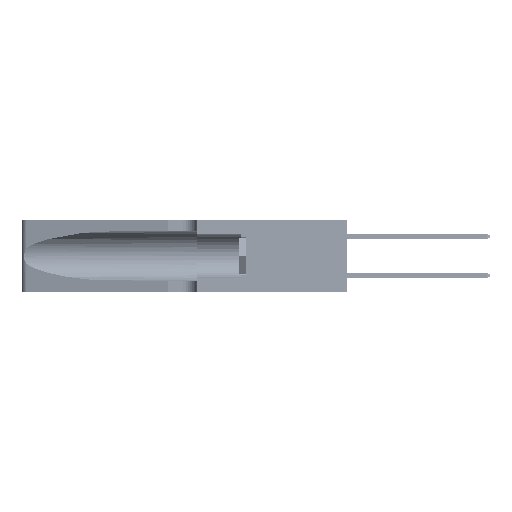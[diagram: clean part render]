
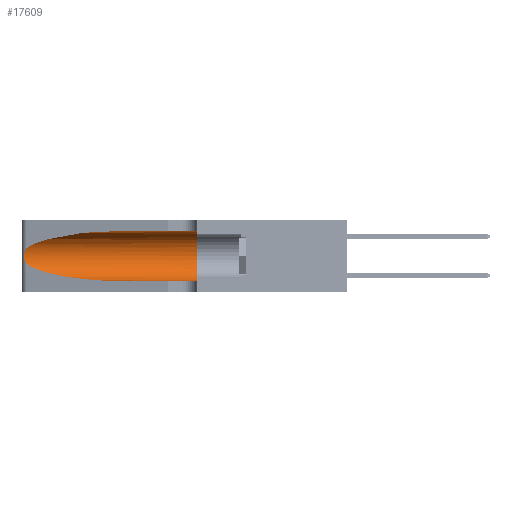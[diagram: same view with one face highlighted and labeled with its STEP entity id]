
A CAD part, left-side view. The second image highlights one B-rep face of the part: STEP entity #17609.
In plain terms, the highlighted cylindrical face has radius 3.308 mm (diameter 6.617 mm), a partial arc.
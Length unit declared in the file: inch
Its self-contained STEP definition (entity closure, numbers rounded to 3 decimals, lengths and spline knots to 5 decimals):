
#412 = LINE ( 'NONE', #46806, #9608 ) ;
#2150 = VERTEX_POINT ( 'NONE', #37262 ) ;
#2537 = CARTESIAN_POINT ( 'NONE',  ( 0.25789, 1.23486, 0.15765 ) ) ;
#2876 = CARTESIAN_POINT ( 'NONE',  ( 0.26017, 1.23833, 0.17102 ) ) ;
#3087 = DIRECTION ( 'NONE',  ( 0., 0., 1. ) ) ;
#3533 = CARTESIAN_POINT ( 'NONE',  ( 0.25487, 1.22718, 0.14631 ) ) ;
#4432 = VERTEX_POINT ( 'NONE', #26212 ) ;
#4445 = EDGE_CURVE ( 'NONE', #41974, #11622, #50026, .T. ) ;
#6121 = CARTESIAN_POINT ( 'NONE',  ( 0.26018, 1.23835, 0.19895 ) ) ;
#6462 = CARTESIAN_POINT ( 'NONE',  ( 0.25856, 1.23593, 0.16098 ) ) ;
#7377 = ORIENTED_EDGE ( 'NONE', *, *, #32361, .F. ) ;
#8003 = ORIENTED_EDGE ( 'NONE', *, *, #20707, .T. ) ;
#8117 =( BOUNDED_CURVE ( )  B_SPLINE_CURVE ( 3, ( #41926, #21961, #27305, #26955 ),
 .UNSPECIFIED., .F., .T. ) 
 B_SPLINE_CURVE_WITH_KNOTS ( ( 4, 4 ),
 ( 3.44316, 4.71239 ),
 .UNSPECIFIED. ) 
 CURVE ( )  GEOMETRIC_REPRESENTATION_ITEM ( )  RATIONAL_B_SPLINE_CURVE ( ( 1., 0.87, 0.87, 1. ) ) 
 REPRESENTATION_ITEM ( '' )  );
#8972 = CARTESIAN_POINT ( 'NONE',  ( 0.25487, 1.22718, 0.14631 ) ) ;
#9211 = ORIENTED_EDGE ( 'NONE', *, *, #34809, .T. ) ;
#9608 = VECTOR ( 'NONE', #47503, 39.37008 ) ;
#9668 = ORIENTED_EDGE ( 'NONE', *, *, #24103, .F. ) ;
#11622 = VERTEX_POINT ( 'NONE', #8972 ) ;
#12807 = CARTESIAN_POINT ( 'NONE',  ( 0.18966, 0.96281, 0.31525 ) ) ;
#12893 = CARTESIAN_POINT ( 'NONE',  ( 0.1305, 0.35, 0.31525 ) ) ;
#13493 = CARTESIAN_POINT ( 'NONE',  ( 0.25487, 1.22718, 0.22369 ) ) ;
#14355 = CARTESIAN_POINT ( 'NONE',  ( 0.25854, 1.2359, 0.20912 ) ) ;
#16084 = VERTEX_POINT ( 'NONE', #12893 ) ;
#17101 = CARTESIAN_POINT ( 'NONE',  ( 0.2373, 1.15595, 0.28018 ) ) ;
#17609 = ADVANCED_FACE ( 'NONE', ( #35293 ), #41483, .F. ) ;
#18882 = DIRECTION ( 'NONE',  ( 0., 1., 0. ) ) ;
#19282 = CARTESIAN_POINT ( 'NONE',  ( 0.1305, 0.72297, 0.31525 ) ) ;
#19485 = AXIS2_PLACEMENT_3D ( 'NONE', #33197, #36984, #25292 ) ;
#20707 = EDGE_CURVE ( 'NONE', #2150, #4432, #40660, .T. ) ;
#21546 = VECTOR ( 'NONE', #49619, 39.37008 ) ;
#21733 = CARTESIAN_POINT ( 'NONE',  ( 0.26075, 1.23896, 0.19203 ) ) ;
#21961 = CARTESIAN_POINT ( 'NONE',  ( 0.2373, 1.15595, 0.08982 ) ) ;
#24103 = EDGE_CURVE ( 'NONE', #48005, #16084, #412, .T. ) ;
#24714 = EDGE_CURVE ( 'NONE', #11622, #2150, #8117, .T. ) ;
#25292 = DIRECTION ( 'NONE',  ( 0., 0., -1. ) ) ;
#26212 = CARTESIAN_POINT ( 'NONE',  ( 0.1305, 0.35, 0.05475 ) ) ;
#26955 = CARTESIAN_POINT ( 'NONE',  ( 0.1305, 0.72297, 0.05475 ) ) ;
#27305 = CARTESIAN_POINT ( 'NONE',  ( 0.18966, 0.96281, 0.05475 ) ) ;
#30336 = CARTESIAN_POINT ( 'NONE',  ( 0.25787, 1.23484, 0.2124 ) ) ;
#31753 = CARTESIAN_POINT ( 'NONE',  ( 0.25487, 1.22718, 0.22369 ) ) ;
#32361 = EDGE_CURVE ( 'NONE', #16084, #4432, #48727, .T. ) ;
#33197 = CARTESIAN_POINT ( 'NONE',  ( 0.1305, 1.61858, 0.185 ) ) ;
#34607 = CARTESIAN_POINT ( 'NONE',  ( 0.25555, 1.22993, 0.14849 ) ) ;
#34809 = EDGE_CURVE ( 'NONE', #48005, #41974, #46878, .T. ) ;
#35293 = FACE_OUTER_BOUND ( 'NONE', #47678, .T. ) ;
#36518 = CARTESIAN_POINT ( 'NONE',  ( 0.1305, 0.72297, 0.31525 ) ) ;
#36984 = DIRECTION ( 'NONE',  ( 0., -1., 0. ) ) ;
#37262 = CARTESIAN_POINT ( 'NONE',  ( 0.1305, 0.72297, 0.05475 ) ) ;
#37895 = CARTESIAN_POINT ( 'NONE',  ( 0.25639, 1.23186, 0.15144 ) ) ;
#38332 = ORIENTED_EDGE ( 'NONE', *, *, #24714, .T. ) ;
#40660 = LINE ( 'NONE', #44802, #21546 ) ;
#41483 = CYLINDRICAL_SURFACE ( 'NONE', #19485, 0.13025 ) ;
#41926 = CARTESIAN_POINT ( 'NONE',  ( 0.25487, 1.22718, 0.14631 ) ) ;
#41974 = VERTEX_POINT ( 'NONE', #31753 ) ;
#42189 = CARTESIAN_POINT ( 'NONE',  ( 0.25487, 1.22718, 0.22369 ) ) ;
#43719 = AXIS2_PLACEMENT_3D ( 'NONE', #50161, #18882, #3087 ) ;
#44802 = CARTESIAN_POINT ( 'NONE',  ( 0.1305, 1.61858, 0.05475 ) ) ;
#46001 = CARTESIAN_POINT ( 'NONE',  ( 0.25555, 1.22994, 0.2215 ) ) ;
#46806 = CARTESIAN_POINT ( 'NONE',  ( 0.1305, 1.61858, 0.31525 ) ) ;
#46878 =( BOUNDED_CURVE ( )  B_SPLINE_CURVE ( 3, ( #36518, #12807, #17101, #13493 ),
 .UNSPECIFIED., .F., .F. ) 
 B_SPLINE_CURVE_WITH_KNOTS ( ( 4, 4 ),
 ( 1.5708, 2.84003 ),
 .UNSPECIFIED. ) 
 CURVE ( )  GEOMETRIC_REPRESENTATION_ITEM ( )  RATIONAL_B_SPLINE_CURVE ( ( 1., 0.87, 0.87, 1. ) ) 
 REPRESENTATION_ITEM ( '' )  );
#47164 = ORIENTED_EDGE ( 'NONE', *, *, #4445, .T. ) ;
#47503 = DIRECTION ( 'NONE',  ( 0., -1., 0. ) ) ;
#47678 = EDGE_LOOP ( 'NONE', ( #9211, #47164, #38332, #8003, #7377, #9668 ) ) ;
#48005 = VERTEX_POINT ( 'NONE', #19282 ) ;
#48727 = CIRCLE ( 'NONE', #43719, 0.13025 ) ;
#49613 = CARTESIAN_POINT ( 'NONE',  ( 0.25639, 1.23184, 0.21858 ) ) ;
#49619 = DIRECTION ( 'NONE',  ( 0., -1., 0. ) ) ;
#49959 = CARTESIAN_POINT ( 'NONE',  ( 0.26075, 1.23896, 0.178 ) ) ;
#50026 = B_SPLINE_CURVE_WITH_KNOTS ( 'NONE', 3,
 ( #42189, #46001, #49613, #30336, #14355, #6121, #21733, #49959, #2876, #6462, #2537, #37895, #34607, #3533 ),
 .UNSPECIFIED., .F., .F.,
 ( 4, 2, 2, 2, 2, 2, 4 ),
 ( 0., 0.00027, 0.00053, 0.00107, 0.0016, 0.00187, 0.00214 ),
 .UNSPECIFIED. ) ;
#50161 = CARTESIAN_POINT ( 'NONE',  ( 0.1305, 0.35, 0.185 ) ) ;
